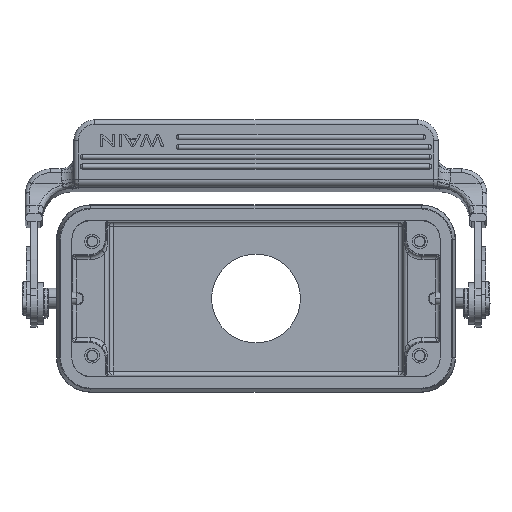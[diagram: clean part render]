
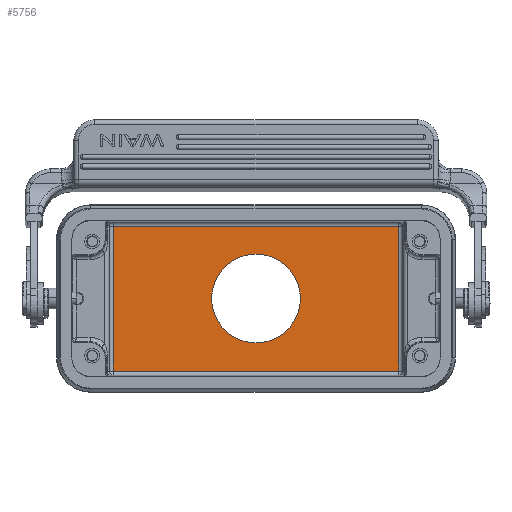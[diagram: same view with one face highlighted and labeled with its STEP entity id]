
A CAD part, front view. The second image highlights one B-rep face of the part: STEP entity #5756.
In plain terms, the highlighted planar face has unit normal (0, -1, 0).
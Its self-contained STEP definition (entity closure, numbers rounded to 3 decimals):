
#3134=FACE_BOUND('',#8822,.T.);
#3135=FACE_BOUND('',#8823,.T.);
#4813=PLANE('',#27044);
#5756=ADVANCED_FACE('',(#3134,#3135),#4813,.F.);
#8822=EDGE_LOOP('',(#13283,#13284));
#8823=EDGE_LOOP('',(#13285,#13286,#13287,#13288));
#9698=CIRCLE('',#26466,10.5);
#9906=CIRCLE('',#26954,10.5);
#13283=ORIENTED_EDGE('',*,*,#20157,.T.);
#13284=ORIENTED_EDGE('',*,*,#20947,.T.);
#13285=ORIENTED_EDGE('',*,*,#21078,.T.);
#13286=ORIENTED_EDGE('',*,*,#21079,.T.);
#13287=ORIENTED_EDGE('',*,*,#21077,.T.);
#13288=ORIENTED_EDGE('',*,*,#21080,.T.);
#17642=VERTEX_POINT('',#36787);
#17643=VERTEX_POINT('',#36789);
#18207=VERTEX_POINT('',#39061);
#18255=VERTEX_POINT('',#39601);
#18256=VERTEX_POINT('',#39607);
#18257=VERTEX_POINT('',#39608);
#20157=EDGE_CURVE('',#17643,#17642,#9698,.T.);
#20947=EDGE_CURVE('',#17642,#17643,#9906,.T.);
#21077=EDGE_CURVE('',#18207,#18255,#23837,.T.);
#21078=EDGE_CURVE('',#18256,#18257,#23838,.T.);
#21079=EDGE_CURVE('',#18257,#18207,#23839,.T.);
#21080=EDGE_CURVE('',#18255,#18256,#23840,.T.);
#23837=LINE('',#39604,#25476);
#23838=LINE('',#39606,#25477);
#23839=LINE('',#39609,#25478);
#23840=LINE('',#39610,#25479);
#25476=VECTOR('',#30958,1.);
#25477=VECTOR('',#30961,1.);
#25478=VECTOR('',#30962,1.);
#25479=VECTOR('',#30963,1.);
#26466=AXIS2_PLACEMENT_3D('',#36788,#29212,#29213);
#26954=AXIS2_PLACEMENT_3D('',#38905,#30727,#30728);
#27044=AXIS2_PLACEMENT_3D('',#39611,#30964,#30965);
#29212=DIRECTION('',(0.,1.,0.));
#29213=DIRECTION('',(1.,0.,0.));
#30727=DIRECTION('',(0.,1.,0.));
#30728=DIRECTION('',(-1.,0.,0.));
#30958=DIRECTION('',(0.,0.,1.));
#30961=DIRECTION('',(0.,0.,-1.));
#30962=DIRECTION('',(1.,0.,0.));
#30963=DIRECTION('',(-1.,0.,0.));
#30964=DIRECTION('',(0.,1.,0.));
#30965=DIRECTION('',(-1.,0.,0.));
#36787=CARTESIAN_POINT('',(-10.5,42.,0.));
#36788=CARTESIAN_POINT('',(0.,42.,0.));
#36789=CARTESIAN_POINT('',(10.5,42.,0.));
#38905=CARTESIAN_POINT('',(0.,42.,0.));
#39061=CARTESIAN_POINT('',(33.75,42.,-17.142));
#39601=CARTESIAN_POINT('',(33.75,42.,17.142));
#39604=CARTESIAN_POINT('',(33.75,42.,-17.142));
#39606=CARTESIAN_POINT('',(-33.75,42.,17.142));
#39607=CARTESIAN_POINT('',(-33.75,42.,17.142));
#39608=CARTESIAN_POINT('',(-33.75,42.,-17.142));
#39609=CARTESIAN_POINT('',(-33.75,42.,-17.142));
#39610=CARTESIAN_POINT('',(33.75,42.,17.142));
#39611=CARTESIAN_POINT('',(43.75,42.,-18.5));
